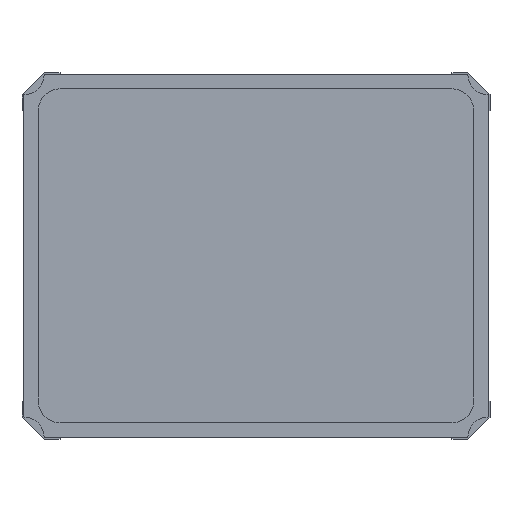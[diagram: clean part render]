
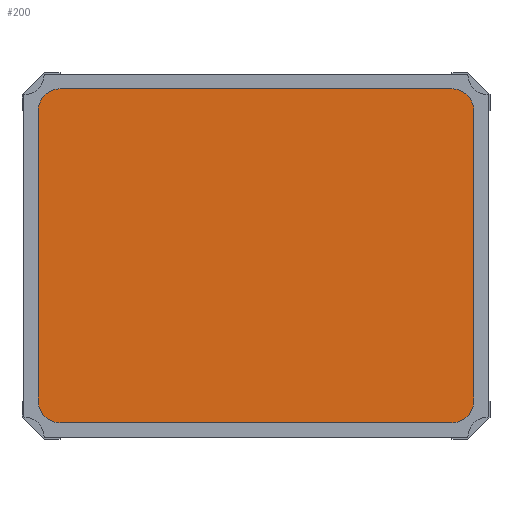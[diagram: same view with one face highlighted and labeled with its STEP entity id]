
A CAD part, top view. The second image highlights one B-rep face of the part: STEP entity #200.
In plain terms, the highlighted planar face has unit normal (0, 0, 1).
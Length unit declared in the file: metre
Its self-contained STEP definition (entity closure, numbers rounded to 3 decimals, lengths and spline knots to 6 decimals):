
#200 = ADVANCED_FACE( '', ( #408 ), #409, .T. );
#408 = FACE_OUTER_BOUND( '', #628, .T. );
#409 = PLANE( '', #629 );
#628 = EDGE_LOOP( '', ( #1104, #1105, #1106, #1107, #1108, #1109, #1110, #1111 ) );
#629 = AXIS2_PLACEMENT_3D( '', #1112, #1113, #1114 );
#1104 = ORIENTED_EDGE( '', *, *, #1284, .F. );
#1105 = ORIENTED_EDGE( '', *, *, #1391, .T. );
#1106 = ORIENTED_EDGE( '', *, *, #1292, .T. );
#1107 = ORIENTED_EDGE( '', *, *, #1307, .T. );
#1108 = ORIENTED_EDGE( '', *, *, #1424, .T. );
#1109 = ORIENTED_EDGE( '', *, *, #1452, .T. );
#1110 = ORIENTED_EDGE( '', *, *, #1416, .F. );
#1111 = ORIENTED_EDGE( '', *, *, #1454, .T. );
#1112 = CARTESIAN_POINT( '', ( 0., 0., 0.00075 ) );
#1113 = DIRECTION( '', ( 0., 0., 1. ) );
#1114 = DIRECTION( '', ( 1., 0., 0. ) );
#1284 = EDGE_CURVE( '', #1528, #1530, #1531, .T. );
#1292 = EDGE_CURVE( '', #1543, #1544, #1545, .T. );
#1307 = EDGE_CURVE( '', #1544, #1570, #1571, .T. );
#1391 = EDGE_CURVE( '', #1528, #1543, #1701, .T. );
#1416 = EDGE_CURVE( '', #1734, #1735, #1736, .T. );
#1424 = EDGE_CURVE( '', #1570, #1744, #1745, .T. );
#1452 = EDGE_CURVE( '', #1744, #1735, #1780, .T. );
#1454 = EDGE_CURVE( '', #1734, #1530, #1782, .T. );
#1528 = VERTEX_POINT( '', #1877 );
#1530 = VERTEX_POINT( '', #1880 );
#1531 = LINE( '', #1881, #1882 );
#1543 = VERTEX_POINT( '', #1899 );
#1544 = VERTEX_POINT( '', #1900 );
#1545 = LINE( '', #1901, #1902 );
#1570 = VERTEX_POINT( '', #1938 );
#1571 = CIRCLE( '', #1939, 0.00015 );
#1701 = CIRCLE( '', #2126, 0.00015 );
#1734 = VERTEX_POINT( '', #2176 );
#1735 = VERTEX_POINT( '', #2177 );
#1736 = LINE( '', #2178, #2179 );
#1744 = VERTEX_POINT( '', #2191 );
#1745 = LINE( '', #2192, #2193 );
#1780 = CIRCLE( '', #2245, 0.00015 );
#1782 = CIRCLE( '', #2247, 0.00015 );
#1877 = CARTESIAN_POINT( '', ( -0.00135, 0.00115, 0.00075 ) );
#1880 = CARTESIAN_POINT( '', ( 0.00135, 0.00115, 0.00075 ) );
#1881 = CARTESIAN_POINT( '', ( -0.000975, 0.00115, 0.00075 ) );
#1882 = VECTOR( '', #2307, 1. );
#1899 = CARTESIAN_POINT( '', ( -0.0015, 0.001, 0.00075 ) );
#1900 = CARTESIAN_POINT( '', ( -0.0015, -0.001, 0.00075 ) );
#1901 = CARTESIAN_POINT( '', ( -0.0015, 0.001075, 0.00075 ) );
#1902 = VECTOR( '', #2313, 1. );
#1938 = CARTESIAN_POINT( '', ( -0.00135, -0.00115, 0.00075 ) );
#1939 = AXIS2_PLACEMENT_3D( '', #2325, #2326, #2327 );
#2126 = AXIS2_PLACEMENT_3D( '', #2415, #2416, #2417 );
#2176 = CARTESIAN_POINT( '', ( 0.0015, 0.001, 0.00075 ) );
#2177 = CARTESIAN_POINT( '', ( 0.0015, -0.001, 0.00075 ) );
#2178 = CARTESIAN_POINT( '', ( 0.0015, 0., 0.00075 ) );
#2179 = VECTOR( '', #2435, 1. );
#2191 = CARTESIAN_POINT( '', ( 0.00135, -0.00115, 0.00075 ) );
#2192 = CARTESIAN_POINT( '', ( -0.000975, -0.00115, 0.00075 ) );
#2193 = VECTOR( '', #2440, 1. );
#2245 = AXIS2_PLACEMENT_3D( '', #2458, #2459, #2460 );
#2247 = AXIS2_PLACEMENT_3D( '', #2461, #2462, #2463 );
#2307 = DIRECTION( '', ( 1., 0., 0. ) );
#2313 = DIRECTION( '', ( 0., -1., 0. ) );
#2325 = CARTESIAN_POINT( '', ( -0.00135, -0.001, 0.00075 ) );
#2326 = DIRECTION( '', ( 0., 0., 1. ) );
#2327 = DIRECTION( '', ( 1., 0., 0. ) );
#2415 = CARTESIAN_POINT( '', ( -0.00135, 0.001, 0.00075 ) );
#2416 = DIRECTION( '', ( 0., 0., 1. ) );
#2417 = DIRECTION( '', ( 1., 0., 0. ) );
#2435 = DIRECTION( '', ( 0., -1., 0. ) );
#2440 = DIRECTION( '', ( 1., 0., 0. ) );
#2458 = CARTESIAN_POINT( '', ( 0.00135, -0.001, 0.00075 ) );
#2459 = DIRECTION( '', ( 0., 0., 1. ) );
#2460 = DIRECTION( '', ( 1., 0., 0. ) );
#2461 = CARTESIAN_POINT( '', ( 0.00135, 0.001, 0.00075 ) );
#2462 = DIRECTION( '', ( 0., 0., 1. ) );
#2463 = DIRECTION( '', ( 1., 0., 0. ) );
